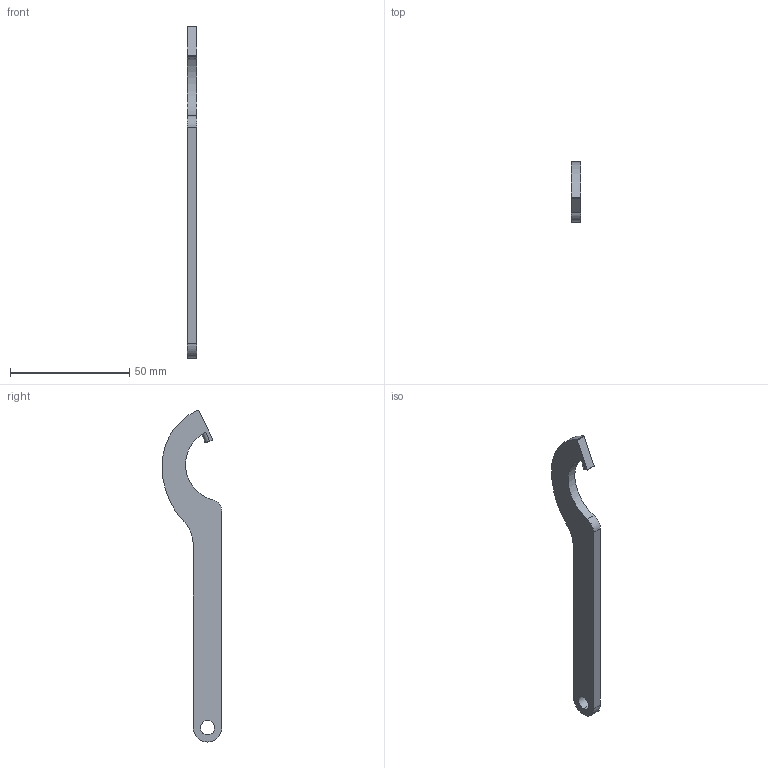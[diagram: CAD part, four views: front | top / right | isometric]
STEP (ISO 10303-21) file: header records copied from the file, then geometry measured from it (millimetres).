
FILE_DESCRIPTION (( 'STEP AP203' ), '1' );
FILE_NAME ('60192-240.STEP', '2019-01-10T13:42:01', ( '' ), ( '' ), 'SwSTEP 2.0', 'SolidWorks 2015', '' );
FILE_SCHEMA (( 'CONFIG_CONTROL_DESIGN' ));
Length unit declared in the file: millimetre
Products named in the file (1): 60192-240
Bounding box: 4 x 24.99 x 139.02 mm (x, y, z)
Volume: 6658.4 mm3; surface area: 4709 mm2
Topology: 1 solids, 1 shells, 236 faces, 627 edges, 418 vertices
Faces by surface type: plane 126, bspline 96, cylinder 14
Entity records: 12776 total; most frequent: CARTESIAN_POINT 7462, ORIENTED_EDGE 1254, DIRECTION 737, EDGE_CURVE 627, VERTEX_POINT 418, LINE 407, VECTOR 407, EDGE_LOOP 263
